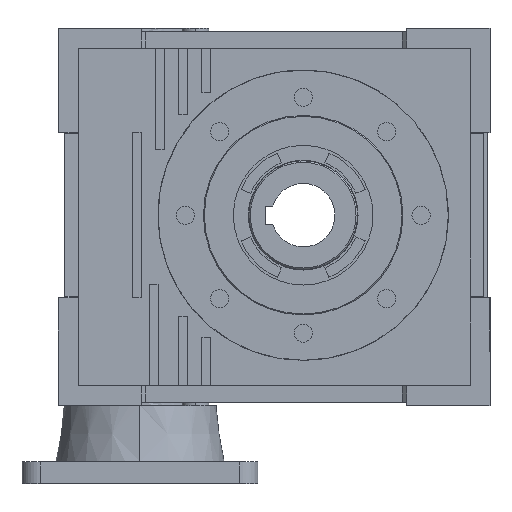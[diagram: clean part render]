
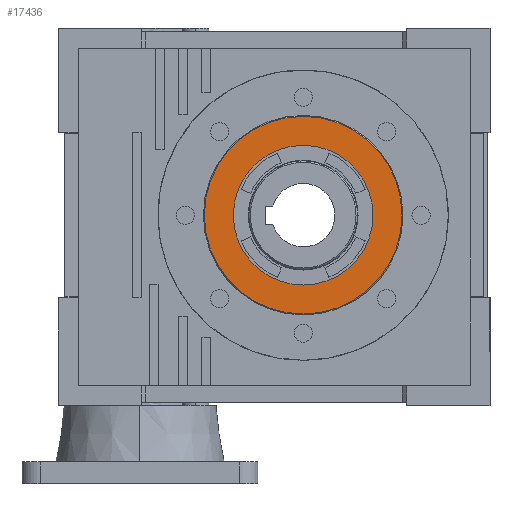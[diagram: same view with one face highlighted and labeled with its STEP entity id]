
A CAD part, left-side view. The second image highlights one B-rep face of the part: STEP entity #17436.
In plain terms, the highlighted planar face has unit normal (-1, 0, 0).
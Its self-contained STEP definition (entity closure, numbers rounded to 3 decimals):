
#412 = CARTESIAN_POINT ( 'NONE',  ( -70., 0., 0. ) ) ;
#1234 = DIRECTION ( 'NONE',  ( -1., 0., 0. ) ) ;
#1691 = AXIS2_PLACEMENT_3D ( 'NONE', #16816, #1234, #15191 ) ;
#2067 = DIRECTION ( 'NONE',  ( 0., 0., 1. ) ) ;
#2510 = AXIS2_PLACEMENT_3D ( 'NONE', #16240, #7535, #12798 ) ;
#2668 = VERTEX_POINT ( 'NONE', #15762 ) ;
#3266 = DIRECTION ( 'NONE',  ( 0., 0., -1. ) ) ;
#3306 = CIRCLE ( 'NONE', #1691, 54.5 ) ;
#3545 = CARTESIAN_POINT ( 'NONE',  ( -70., 0., 54.5 ) ) ;
#3790 = DIRECTION ( 'NONE',  ( -1., 0., 0. ) ) ;
#4109 = EDGE_LOOP ( 'NONE', ( #16283, #5438 ) ) ;
#5040 = FACE_BOUND ( 'NONE', #12076, .T. ) ;
#5259 = ORIENTED_EDGE ( 'NONE', *, *, #18906, .T. ) ;
#5438 = ORIENTED_EDGE ( 'NONE', *, *, #17410, .T. ) ;
#5931 = CARTESIAN_POINT ( 'NONE',  ( -70., 0., 0. ) ) ;
#6779 = EDGE_CURVE ( 'NONE', #17796, #12415, #3306, .T. ) ;
#7535 = DIRECTION ( 'NONE',  ( -1., 0., 0. ) ) ;
#7552 = CIRCLE ( 'NONE', #20103, 38.5 ) ;
#7601 = DIRECTION ( 'NONE',  ( 1., 0., 0. ) ) ;
#9119 = FACE_OUTER_BOUND ( 'NONE', #4109, .T. ) ;
#10361 = CIRCLE ( 'NONE', #20649, 38.5 ) ;
#12076 = EDGE_LOOP ( 'NONE', ( #16135, #5259 ) ) ;
#12415 = VERTEX_POINT ( 'NONE', #3545 ) ;
#12798 = DIRECTION ( 'NONE',  ( 0., 0., -1. ) ) ;
#13186 = DIRECTION ( 'NONE',  ( 1., 0., 0. ) ) ;
#15191 = DIRECTION ( 'NONE',  ( 0., 0., 1. ) ) ;
#15762 = CARTESIAN_POINT ( 'NONE',  ( -70., 0., 38.5 ) ) ;
#16073 = EDGE_CURVE ( 'NONE', #2668, #19691, #7552, .T. ) ;
#16135 = ORIENTED_EDGE ( 'NONE', *, *, #16073, .T. ) ;
#16240 = CARTESIAN_POINT ( 'NONE',  ( -70., 0., 0. ) ) ;
#16283 = ORIENTED_EDGE ( 'NONE', *, *, #6779, .T. ) ;
#16728 = CIRCLE ( 'NONE', #22371, 54.5 ) ;
#16816 = CARTESIAN_POINT ( 'NONE',  ( -70., 0., 0. ) ) ;
#17069 = CARTESIAN_POINT ( 'NONE',  ( -70., 0., -38.5 ) ) ;
#17410 = EDGE_CURVE ( 'NONE', #12415, #17796, #16728, .T. ) ;
#17436 = ADVANCED_FACE ( 'NONE', ( #9119, #5040 ), #19311, .T. ) ;
#17796 = VERTEX_POINT ( 'NONE', #19506 ) ;
#18906 = EDGE_CURVE ( 'NONE', #19691, #2668, #10361, .T. ) ;
#19311 = PLANE ( 'NONE',  #2510 ) ;
#19506 = CARTESIAN_POINT ( 'NONE',  ( -70., 0., -54.5 ) ) ;
#19691 = VERTEX_POINT ( 'NONE', #17069 ) ;
#19721 = DIRECTION ( 'NONE',  ( 0., 0., -1. ) ) ;
#19983 = CARTESIAN_POINT ( 'NONE',  ( -70., 0., 0. ) ) ;
#20103 = AXIS2_PLACEMENT_3D ( 'NONE', #5931, #7601, #19721 ) ;
#20649 = AXIS2_PLACEMENT_3D ( 'NONE', #19983, #13186, #3266 ) ;
#22371 = AXIS2_PLACEMENT_3D ( 'NONE', #412, #3790, #2067 ) ;
